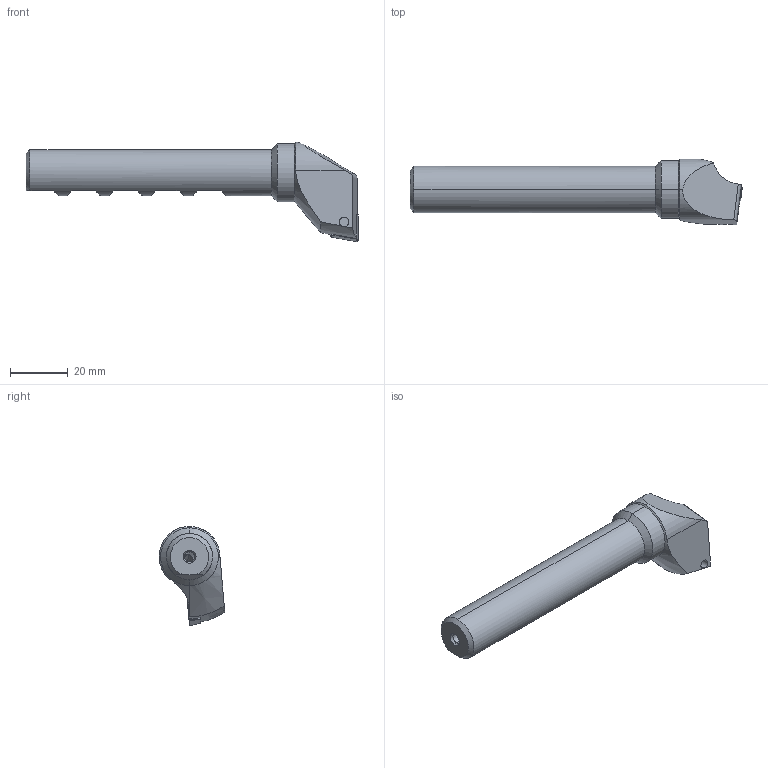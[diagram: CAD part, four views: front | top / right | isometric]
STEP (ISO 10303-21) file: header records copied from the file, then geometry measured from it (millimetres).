
FILE_DESCRIPTION (( 'STEP AP214' ), '1' );
FILE_NAME ('B48-WCB.K11.115.STEP', '2017-04-25T09:51:52', ( 'SWIAdmin' ), ( 'Hewlett-Packard Company' ), 'SwSTEP 2.0', 'SolidWorks 2015', '' );
FILE_SCHEMA (( 'AUTOMOTIVE_DESIGN' ));
Length unit declared in the file: millimetre
Products named in the file (4): B48-WCB.K11.115; B48-WCB.K11.115_A; WCB-ER2.001.009_A; CCMT09T304
Assembly tree (3 placements, depth 2):
  B48-WCB.K11.115
    B48-WCB.K11.115_A
    CCMT09T304
    WCB-ER2.001.009_A
Bounding box: 115 x 22.72 x 34.38 mm (x, y, z)
Volume: 24842.1 mm3; surface area: 8631.2 mm2
Topology: 3 solids, 3 shells, 142 faces, 368 edges, 222 vertices
Faces by surface type: plane 43, cylinder 39, cone 38, bspline 12, torus 8, sphere 2
Entity records: 4845 total; most frequent: CARTESIAN_POINT 1481, ORIENTED_EDGE 716, DIRECTION 623, EDGE_CURVE 358, AXIS2_PLACEMENT_3D 240, VERTEX_POINT 222, EDGE_LOOP 148, VECTOR 143
